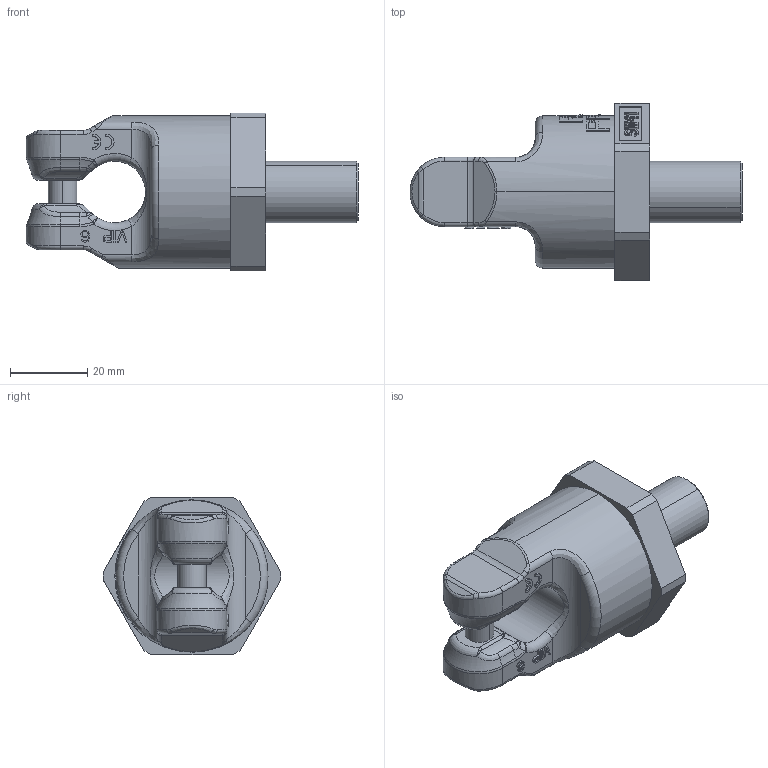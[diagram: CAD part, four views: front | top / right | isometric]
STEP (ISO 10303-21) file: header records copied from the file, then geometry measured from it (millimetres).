
FILE_DESCRIPTION((''),'2;1');
FILE_NAME('001-M31452-P-20_ASM','2019-09-11T',('anja.joas'),(''),'PRO/ENGINEER BY PARAMETRIC TECHNOLOGY CORPORATION, 2011490','PRO/ENGINEER BY PARAMETRIC TECHNOLOGY CORPORATION, 2011490','');
FILE_SCHEMA(('CONFIG_CONTROL_DESIGN'));
Length unit declared in the file: millimetre
Products named in the file (3): 001-M31452-P-20_AF0; 001-M31452-P-40; 001-M31452-P-20_ASM
Assembly tree (2 placements, depth 2):
  001-M31452-P-20_ASM
    001-M31452-P-20_AF0
    001-M31452-P-40
Bounding box: 86.2 x 46 x 41 mm (x, y, z)
Volume: 56662.8 mm3; surface area: 13617.4 mm2
Topology: 2 solids, 2 shells, 690 faces, 1844 edges, 1190 vertices
Faces by surface type: plane 524, bspline 72, cylinder 68, torus 20, sphere 4, cone 2
Entity records: 23667 total; most frequent: CARTESIAN_POINT 7199, ORIENTED_EDGE 3688, DIRECTION 2970, EDGE_CURVE 1844, VECTOR 1222, LINE 1222, VERTEX_POINT 1190, AXIS2_PLACEMENT_3D 874
